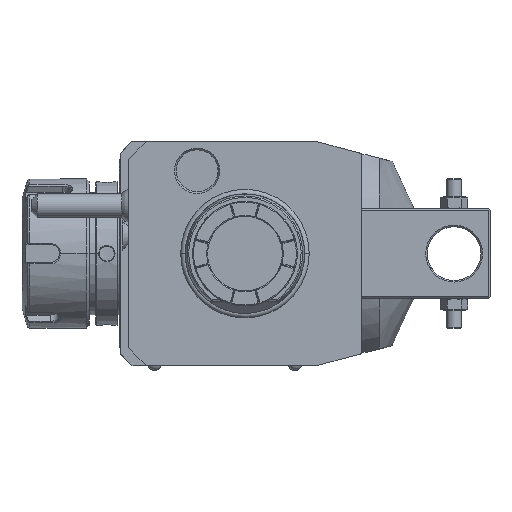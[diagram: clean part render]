
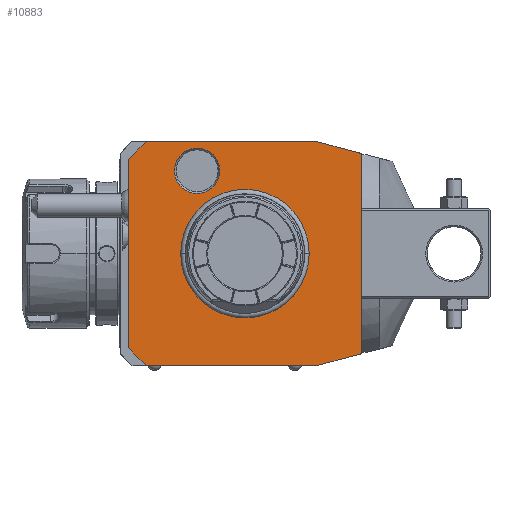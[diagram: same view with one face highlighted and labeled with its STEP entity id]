
A CAD part, front view. The second image highlights one B-rep face of the part: STEP entity #10883.
In plain terms, the highlighted planar face has unit normal (0, -1, 0).
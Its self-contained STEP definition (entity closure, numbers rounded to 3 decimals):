
#1=DIRECTION('',(-0.966,0.,0.259));
#2=VECTOR('',#1,15.529);
#3=CARTESIAN_POINT('',(39.,0.,33.481));
#4=LINE('',#3,#2);
#5=DIRECTION('',(0.,0.,1.));
#6=VECTOR('',#5,66.962);
#7=CARTESIAN_POINT('',(39.,0.,-33.481));
#8=LINE('',#7,#6);
#9=DIRECTION('',(0.966,0.,0.259));
#10=VECTOR('',#9,15.529);
#11=CARTESIAN_POINT('',(24.,0.,-37.5));
#12=LINE('',#11,#10);
#13=DIRECTION('',(1.,0.,0.));
#14=VECTOR('',#13,57.);
#15=CARTESIAN_POINT('',(-33.,0.,-37.5));
#16=LINE('',#15,#14);
#17=DIRECTION('',(0.707,0.,-0.707));
#18=VECTOR('',#17,8.485);
#19=CARTESIAN_POINT('',(-39.,0.,-31.5));
#20=LINE('',#19,#18);
#21=DIRECTION('',(0.,0.,-1.));
#22=VECTOR('',#21,63.);
#23=CARTESIAN_POINT('',(-39.,0.,31.5));
#24=LINE('',#23,#22);
#25=DIRECTION('',(-0.707,0.,-0.707));
#26=VECTOR('',#25,8.485);
#27=CARTESIAN_POINT('',(-33.,0.,37.5));
#28=LINE('',#27,#26);
#29=DIRECTION('',(-1.,0.,0.));
#30=VECTOR('',#29,57.);
#31=CARTESIAN_POINT('',(24.,0.,37.5));
#32=LINE('',#31,#30);
#33=CARTESIAN_POINT('',(-16.,0.,27.713));
#34=DIRECTION('',(0.,1.,0.));
#35=DIRECTION('',(1.,0.,0.));
#36=AXIS2_PLACEMENT_3D('',#33,#34,#35);
#38=CARTESIAN_POINT('',(-16.,0.,27.713));
#39=DIRECTION('',(0.,1.,0.));
#40=DIRECTION('',(-1.,0.,0.));
#41=AXIS2_PLACEMENT_3D('',#38,#39,#40);
#7534=CARTESIAN_POINT('',(0.,0.,0.));
#7535=DIRECTION('',(0.,1.,0.));
#7536=DIRECTION('',(-1.,0.,0.));
#7537=AXIS2_PLACEMENT_3D('',#7534,#7535,#7536);
#7539=CARTESIAN_POINT('',(0.,0.,0.));
#7540=DIRECTION('',(0.,1.,0.));
#7541=DIRECTION('',(1.,0.,0.));
#7542=AXIS2_PLACEMENT_3D('',#7539,#7540,#7541);
#9811=CARTESIAN_POINT('',(-8.423,0.,27.713));
#9812=CARTESIAN_POINT('',(-23.577,0.,27.713));
#9813=VERTEX_POINT('',#9811);
#9814=VERTEX_POINT('',#9812);
#10688=CARTESIAN_POINT('',(39.,0.,33.481));
#10689=CARTESIAN_POINT('',(24.,0.,37.5));
#10690=VERTEX_POINT('',#10688);
#10691=VERTEX_POINT('',#10689);
#10692=CARTESIAN_POINT('',(-33.,0.,37.5));
#10693=VERTEX_POINT('',#10692);
#10694=CARTESIAN_POINT('',(-39.,0.,31.5));
#10695=VERTEX_POINT('',#10694);
#10696=CARTESIAN_POINT('',(-39.,0.,-31.5));
#10697=VERTEX_POINT('',#10696);
#10698=CARTESIAN_POINT('',(-33.,0.,-37.5));
#10699=VERTEX_POINT('',#10698);
#10700=CARTESIAN_POINT('',(24.,0.,-37.5));
#10701=VERTEX_POINT('',#10700);
#10702=CARTESIAN_POINT('',(39.,0.,-33.481));
#10703=VERTEX_POINT('',#10702);
#10740=CARTESIAN_POINT('',(-21.137,0.,0.));
#10741=CARTESIAN_POINT('',(21.137,0.,0.));
#10742=VERTEX_POINT('',#10740);
#10743=VERTEX_POINT('',#10741);
#10848=CARTESIAN_POINT('',(0.,0.,0.));
#10849=DIRECTION('',(0.,-1.,0.));
#10850=DIRECTION('',(-1.,0.,0.));
#10851=AXIS2_PLACEMENT_3D('',#10848,#10849,#10850);
#10852=PLANE('',#10851);
#10854=ORIENTED_EDGE('',*,*,#10853,.F.);
#10856=ORIENTED_EDGE('',*,*,#10855,.F.);
#10858=ORIENTED_EDGE('',*,*,#10857,.F.);
#10860=ORIENTED_EDGE('',*,*,#10859,.F.);
#10862=ORIENTED_EDGE('',*,*,#10861,.F.);
#10864=ORIENTED_EDGE('',*,*,#10863,.F.);
#10866=ORIENTED_EDGE('',*,*,#10865,.F.);
#10868=ORIENTED_EDGE('',*,*,#10867,.F.);
#10869=EDGE_LOOP('',(#10854,#10856,#10858,#10860,#10862,#10864,#10866,#10868));
#10870=FACE_OUTER_BOUND('',#10869,.F.);
#10872=ORIENTED_EDGE('',*,*,#10871,.F.);
#10874=ORIENTED_EDGE('',*,*,#10873,.F.);
#10875=EDGE_LOOP('',(#10872,#10874));
#10876=FACE_BOUND('',#10875,.F.);
#10878=ORIENTED_EDGE('',*,*,#10877,.F.);
#10880=ORIENTED_EDGE('',*,*,#10879,.F.);
#10881=EDGE_LOOP('',(#10878,#10880));
#10882=FACE_BOUND('',#10881,.F.);
#37=CIRCLE('',#36,7.577);
#42=CIRCLE('',#41,7.577);
#7538=CIRCLE('',#7537,21.137);
#7543=CIRCLE('',#7542,21.137);
#10853=EDGE_CURVE('',#10690,#10691,#4,.T.);
#10855=EDGE_CURVE('',#10703,#10690,#8,.T.);
#10857=EDGE_CURVE('',#10701,#10703,#12,.T.);
#10859=EDGE_CURVE('',#10699,#10701,#16,.T.);
#10861=EDGE_CURVE('',#10697,#10699,#20,.T.);
#10863=EDGE_CURVE('',#10695,#10697,#24,.T.);
#10865=EDGE_CURVE('',#10693,#10695,#28,.T.);
#10867=EDGE_CURVE('',#10691,#10693,#32,.T.);
#10871=EDGE_CURVE('',#10742,#10743,#7538,.T.);
#10873=EDGE_CURVE('',#10743,#10742,#7543,.T.);
#10877=EDGE_CURVE('',#9813,#9814,#37,.T.);
#10879=EDGE_CURVE('',#9814,#9813,#42,.T.);
#10883=ADVANCED_FACE('',(#10870,#10876,#10882),#10852,.T.);
